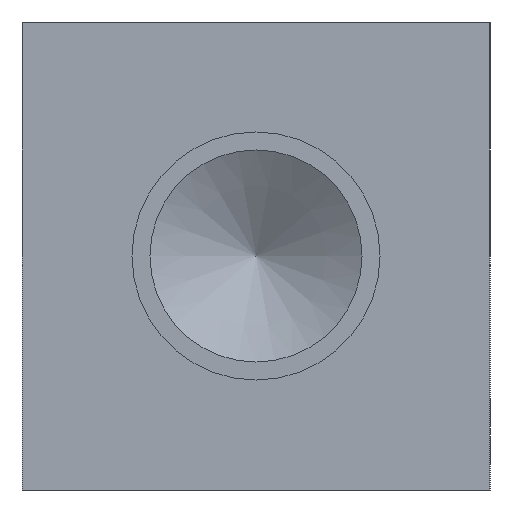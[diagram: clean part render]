
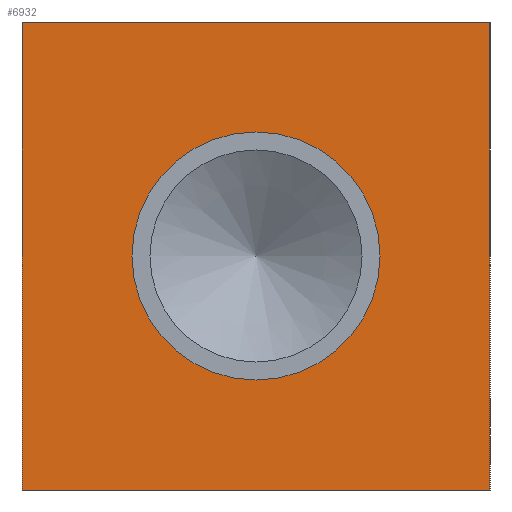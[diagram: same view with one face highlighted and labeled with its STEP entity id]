
A CAD part, left-side view. The second image highlights one B-rep face of the part: STEP entity #6932.
In plain terms, the highlighted planar face has unit normal (-1, 0, 0).
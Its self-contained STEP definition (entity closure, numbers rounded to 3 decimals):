
#100=CIRCLE('',#7254,13.462);
#101=CIRCLE('',#7255,13.462);
#142=FACE_BOUND('',#1112,.T.);
#369=PLANE('',#7257);
#720=FACE_OUTER_BOUND('',#1111,.T.);
#1111=EDGE_LOOP('',(#6143,#6144,#6145,#6146));
#1112=EDGE_LOOP('',(#6147,#6148));
#1398=LINE('',#10723,#2081);
#1802=LINE('',#11820,#2485);
#1803=LINE('',#11821,#2486);
#1804=LINE('',#11822,#2487);
#2081=VECTOR('',#7674,10.);
#2485=VECTOR('',#8552,10.);
#2486=VECTOR('',#8553,10.);
#2487=VECTOR('',#8554,10.);
#3001=VERTEX_POINT('',#10716);
#3004=VERTEX_POINT('',#10721);
#3329=VERTEX_POINT('',#11810);
#3330=VERTEX_POINT('',#11811);
#3331=VERTEX_POINT('',#11818);
#3332=VERTEX_POINT('',#11819);
#3794=EDGE_CURVE('',#3004,#3001,#1398,.T.);
#4272=EDGE_CURVE('',#3329,#3330,#100,.T.);
#4273=EDGE_CURVE('',#3330,#3329,#101,.T.);
#4276=EDGE_CURVE('',#3331,#3332,#1802,.T.);
#4277=EDGE_CURVE('',#3332,#3001,#1803,.T.);
#4278=EDGE_CURVE('',#3331,#3004,#1804,.T.);
#6143=ORIENTED_EDGE('',*,*,#4276,.T.);
#6144=ORIENTED_EDGE('',*,*,#4277,.T.);
#6145=ORIENTED_EDGE('',*,*,#3794,.F.);
#6146=ORIENTED_EDGE('',*,*,#4278,.F.);
#6147=ORIENTED_EDGE('',*,*,#4272,.T.);
#6148=ORIENTED_EDGE('',*,*,#4273,.T.);
#6932=ADVANCED_FACE('',(#720,#142),#369,.T.);
#7254=AXIS2_PLACEMENT_3D('',#11812,#8542,#8543);
#7255=AXIS2_PLACEMENT_3D('',#11813,#8544,#8545);
#7257=AXIS2_PLACEMENT_3D('',#11817,#8550,#8551);
#7674=DIRECTION('',(0.,-1.,0.));
#8542=DIRECTION('center_axis',(1.,0.,0.));
#8543=DIRECTION('ref_axis',(0.,1.,0.));
#8544=DIRECTION('center_axis',(1.,0.,0.));
#8545=DIRECTION('ref_axis',(0.,1.,0.));
#8550=DIRECTION('center_axis',(-1.,0.,0.));
#8551=DIRECTION('ref_axis',(0.,-1.,0.));
#8552=DIRECTION('',(0.,-1.,0.));
#8553=DIRECTION('',(0.,0.,1.));
#8554=DIRECTION('',(0.,0.,1.));
#10716=CARTESIAN_POINT('',(0.,0.,50.8));
#10721=CARTESIAN_POINT('',(0.,50.8,50.8));
#10723=CARTESIAN_POINT('',(0.,50.8,50.8));
#11810=CARTESIAN_POINT('',(0.,38.862,25.4));
#11811=CARTESIAN_POINT('',(0.,11.938,25.4));
#11812=CARTESIAN_POINT('Origin',(0.,25.4,25.4));
#11813=CARTESIAN_POINT('Origin',(0.,25.4,25.4));
#11817=CARTESIAN_POINT('Origin',(0.,50.8,0.));
#11818=CARTESIAN_POINT('',(0.,50.8,0.));
#11819=CARTESIAN_POINT('',(0.,0.,0.));
#11820=CARTESIAN_POINT('',(0.,50.8,0.));
#11821=CARTESIAN_POINT('',(0.,0.,0.));
#11822=CARTESIAN_POINT('',(0.,50.8,0.));
